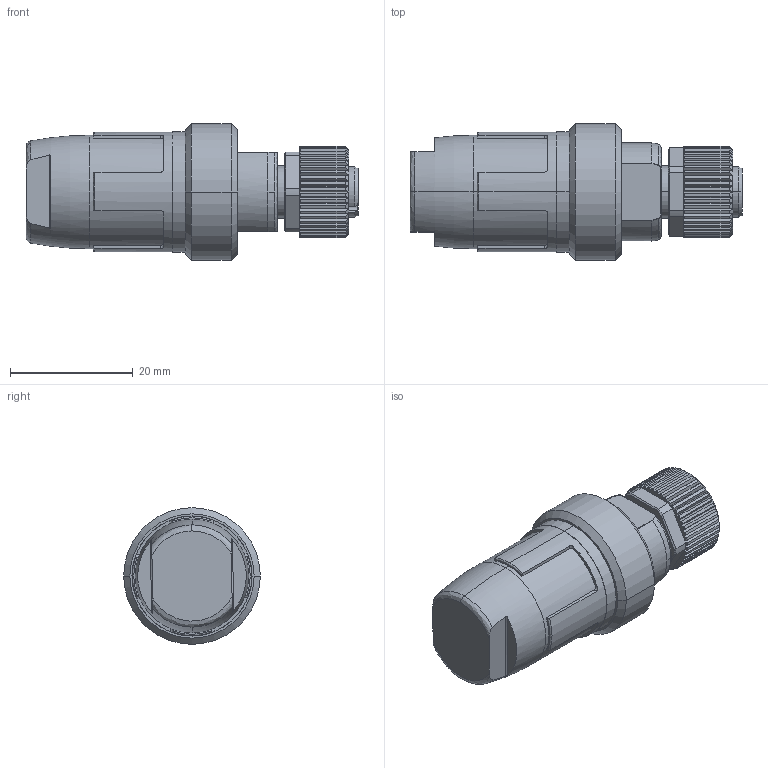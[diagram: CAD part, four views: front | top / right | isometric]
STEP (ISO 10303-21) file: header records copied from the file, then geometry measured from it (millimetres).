
FILE_DESCRIPTION (( 'STEP AP214' ), '1' );
FILE_NAME ('M12FT4AF-L.STEP', '2018-08-02T19:42:03', ( '' ), ( '' ), 'SwSTEP 2.0', 'SolidWorks 2017', '' );
FILE_SCHEMA (( 'AUTOMOTIVE_DESIGN' ));
Length unit declared in the file: millimetre
Products named in the file (1): M12FT4AF-L
Bounding box: 54.2 x 22.3 x 22.3 mm (x, y, z)
Volume: 12834.1 mm3; surface area: 4645.1 mm2
Topology: 1 solids, 1 shells, 370 faces, 1000 edges, 644 vertices
Faces by surface type: plane 183, cylinder 99, bspline 66, cone 20, torus 2
Entity records: 16821 total; most frequent: CARTESIAN_POINT 5445, ORIENTED_EDGE 2000, DIRECTION 1511, EDGE_CURVE 1000, VERTEX_POINT 644, AXIS2_PLACEMENT_3D 538, VECTOR 435, LINE 435
